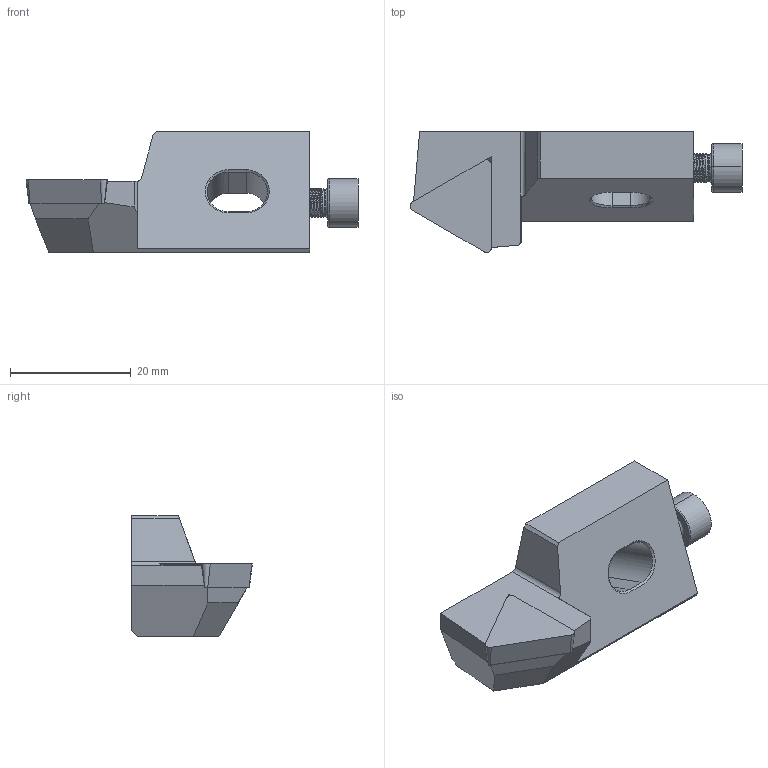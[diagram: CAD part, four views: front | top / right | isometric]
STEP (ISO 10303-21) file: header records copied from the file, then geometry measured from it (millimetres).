
FILE_DESCRIPTION (( 'STEP AP214' ), '1' );
FILE_NAME ('STTCR-12CA-16-LIGHT.STP', '2023-11-10T07:24:58', ( '' ), ( '' ), 'SwSTEP 2.0', 'SolidWorks 2018', '' );
FILE_SCHEMA (( 'AUTOMOTIVE_DESIGN' ));
Length unit declared in the file: millimetre
Products named in the file (1): STTCR-12CA-16-LIGHT
Bounding box: 55 x 20 x 20 mm (x, y, z)
Volume: 9060.4 mm3; surface area: 4043.7 mm2
Topology: 2 solids, 2 shells, 68 faces, 172 edges, 110 vertices
Faces by surface type: plane 34, cylinder 13, cone 11, torus 6, bspline 4
Entity records: 4220 total; most frequent: CARTESIAN_POINT 1866, ORIENTED_EDGE 344, DIRECTION 299, EDGE_CURVE 172, VERTEX_POINT 110, AXIS2_PLACEMENT_3D 100, VECTOR 99, LINE 99
